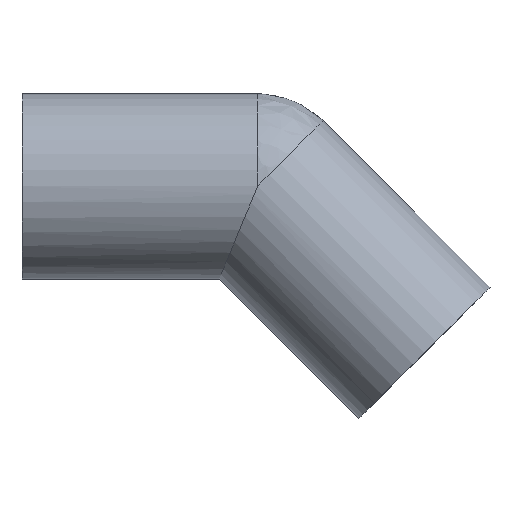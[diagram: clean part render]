
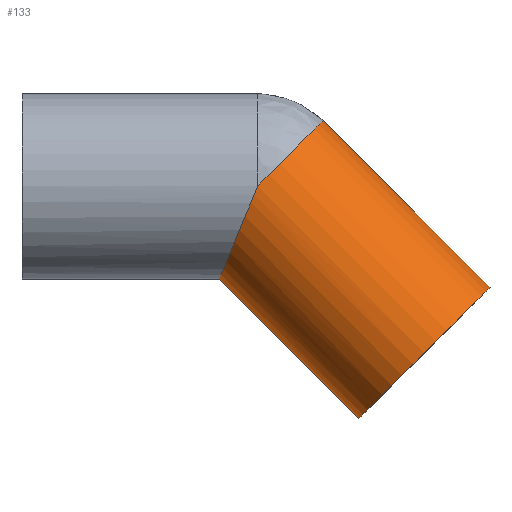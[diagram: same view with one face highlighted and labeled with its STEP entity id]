
A CAD part, top view. The second image highlights one B-rep face of the part: STEP entity #133.
In plain terms, the highlighted cylindrical face has radius 31.5 mm (diameter 63 mm), a partial arc.
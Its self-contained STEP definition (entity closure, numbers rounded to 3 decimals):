
#85 = EDGE_CURVE( '', #127, #97, #219, .T. );
#97 = VERTEX_POINT( '', #233 );
#115 = EDGE_CURVE( '', #119, #151, #253, .T. );
#119 = VERTEX_POINT( '', #257 );
#123 = EDGE_CURVE( '', #97, #125, #261, .T. );
#125 = VERTEX_POINT( '', #263 );
#127 = VERTEX_POINT( '', #265 );
#133 = ADVANCED_FACE( '', ( #271 ), #272, .T. );
#151 = VERTEX_POINT( '', #293 );
#167 = EDGE_CURVE( '', #151, #125, #313, .T. );
#173 = EDGE_CURVE( '', #127, #119, #319, .T. );
#219 = ELLIPSE( '', #358, 34.095, 31.5 );
#233 = CARTESIAN_POINT( '', ( 80., 0., 31.5 ) );
#253 = CIRCLE( '', #402, 31.5 );
#257 = CARTESIAN_POINT( '', ( 114.295, -78.842, 0. ) );
#261 = CIRCLE( '', #413, 31.5 );
#263 = CARTESIAN_POINT( '', ( 102.274, 22.274, 0. ) );
#265 = CARTESIAN_POINT( '', ( 66.952, -31.5, 0. ) );
#271 = FACE_OUTER_BOUND( '', #426, .T. );
#272 = CYLINDRICAL_SURFACE( '', #427, 31.5 );
#293 = CARTESIAN_POINT( '', ( 158.842, -34.295, 0. ) );
#313 = LINE( '', #477, #478 );
#319 = LINE( '', #486, #487 );
#358 = AXIS2_PLACEMENT_3D( '', #522, #523, #524 );
#402 = AXIS2_PLACEMENT_3D( '', #563, #564, #565 );
#413 = AXIS2_PLACEMENT_3D( '', #567, #568, #569 );
#426 = EDGE_LOOP( '', ( #575, #576, #577, #578, #579 ) );
#427 = AXIS2_PLACEMENT_3D( '', #580, #581, #582 );
#477 = CARTESIAN_POINT( '', ( 130.558, -6.01, 0. ) );
#478 = VECTOR( '', #658, 1. );
#486 = CARTESIAN_POINT( '', ( 86.01, -50.558, 0. ) );
#487 = VECTOR( '', #662, 1. );
#522 = CARTESIAN_POINT( '', ( 80., 0., 0. ) );
#523 = DIRECTION( '', ( -0.924, 0.383, 0. ) );
#524 = DIRECTION( '', ( 0.383, 0.924, 0. ) );
#563 = CARTESIAN_POINT( '', ( 136.569, -56.569, 0. ) );
#564 = DIRECTION( '', ( -0.707, 0.707, 0. ) );
#565 = DIRECTION( '', ( 0.707, 0.707, 0. ) );
#567 = CARTESIAN_POINT( '', ( 80., 0., 0. ) );
#568 = DIRECTION( '', ( -0.707, 0.707, 0. ) );
#569 = DIRECTION( '', ( 0.707, 0.707, 0. ) );
#575 = ORIENTED_EDGE( '', *, *, #167, .T. );
#576 = ORIENTED_EDGE( '', *, *, #123, .F. );
#577 = ORIENTED_EDGE( '', *, *, #85, .F. );
#578 = ORIENTED_EDGE( '', *, *, #173, .T. );
#579 = ORIENTED_EDGE( '', *, *, #115, .T. );
#580 = CARTESIAN_POINT( '', ( 108.284, -28.284, 0. ) );
#581 = DIRECTION( '', ( 0.707, -0.707, 0. ) );
#582 = DIRECTION( '', ( 0.707, 0.707, 0. ) );
#658 = DIRECTION( '', ( -0.707, 0.707, 0. ) );
#662 = DIRECTION( '', ( 0.707, -0.707, 0. ) );
